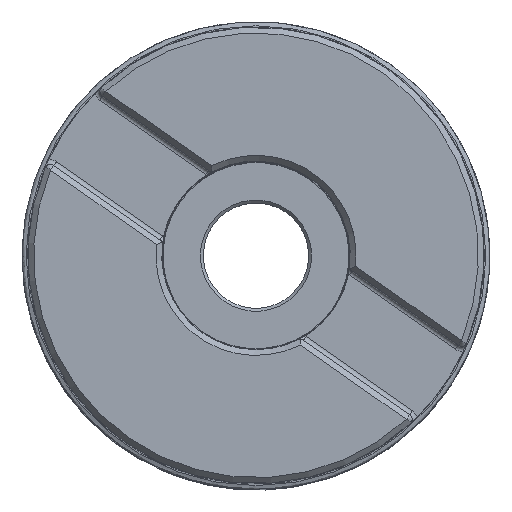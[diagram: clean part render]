
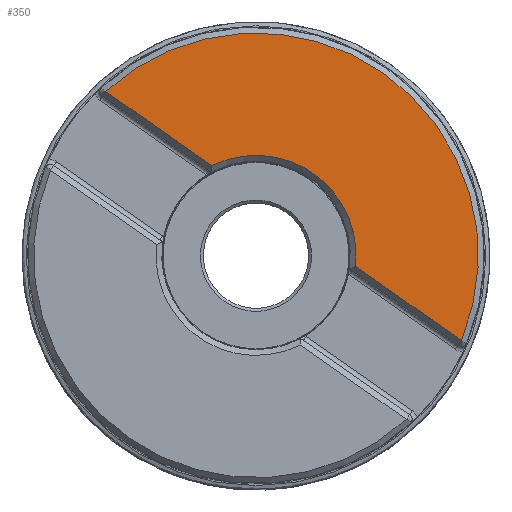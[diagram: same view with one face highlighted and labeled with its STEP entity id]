
A CAD part, top view. The second image highlights one B-rep face of the part: STEP entity #350.
In plain terms, the highlighted planar face has unit normal (0, 0, 1).
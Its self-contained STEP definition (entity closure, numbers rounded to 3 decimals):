
#350=ADVANCED_FACE('',(#468),#452,.T.);
#452=PLANE('',#1485);
#468=FACE_OUTER_BOUND('',#514,.T.);
#514=EDGE_LOOP('',(#756,#757,#758,#759));
#672=CIRCLE('',#1483,38.);
#673=CIRCLE('',#1484,17.099);
#756=ORIENTED_EDGE('',*,*,#1229,.F.);
#757=ORIENTED_EDGE('',*,*,#1230,.T.);
#758=ORIENTED_EDGE('',*,*,#1231,.F.);
#759=ORIENTED_EDGE('',*,*,#1232,.T.);
#1102=VERTEX_POINT('',#2059);
#1103=VERTEX_POINT('',#2060);
#1104=VERTEX_POINT('',#2062);
#1105=VERTEX_POINT('',#2064);
#1229=EDGE_CURVE('',#1102,#1103,#1402,.T.);
#1230=EDGE_CURVE('',#1102,#1104,#672,.T.);
#1231=EDGE_CURVE('',#1105,#1104,#1403,.T.);
#1232=EDGE_CURVE('',#1105,#1103,#673,.T.);
#1402=LINE('',#2058,#1442);
#1403=LINE('',#2063,#1443);
#1442=VECTOR('',#1654,1.);
#1443=VECTOR('',#1657,1.);
#1483=AXIS2_PLACEMENT_3D('',#2061,#1655,#1656);
#1484=AXIS2_PLACEMENT_3D('',#2065,#1658,#1659);
#1485=AXIS2_PLACEMENT_3D('',#2066,#1660,#1661);
#1654=DIRECTION('',(-0.819,0.574,0.));
#1655=DIRECTION('',(0.,0.,1.));
#1656=DIRECTION('',(1.,0.,0.));
#1657=DIRECTION('',(-0.819,0.574,0.));
#1658=DIRECTION('',(0.,0.,-1.));
#1659=DIRECTION('',(-0.574,-0.819,0.));
#1660=DIRECTION('',(0.,0.,1.));
#1661=DIRECTION('',(1.,0.,0.));
#2058=CARTESIAN_POINT('',(35.128,-14.553,0.));
#2059=CARTESIAN_POINT('',(35.109,-14.539,0.));
#2060=CARTESIAN_POINT('',(16.998,-1.858,0.));
#2061=CARTESIAN_POINT('',(0.,0.,0.));
#2062=CARTESIAN_POINT('',(-25.67,28.018,0.));
#2063=CARTESIAN_POINT('',(35.128,-14.553,0.));
#2064=CARTESIAN_POINT('',(-7.56,15.337,0.));
#2065=CARTESIAN_POINT('',(0.,0.,0.));
#2066=CARTESIAN_POINT('',(0.,0.,0.));
